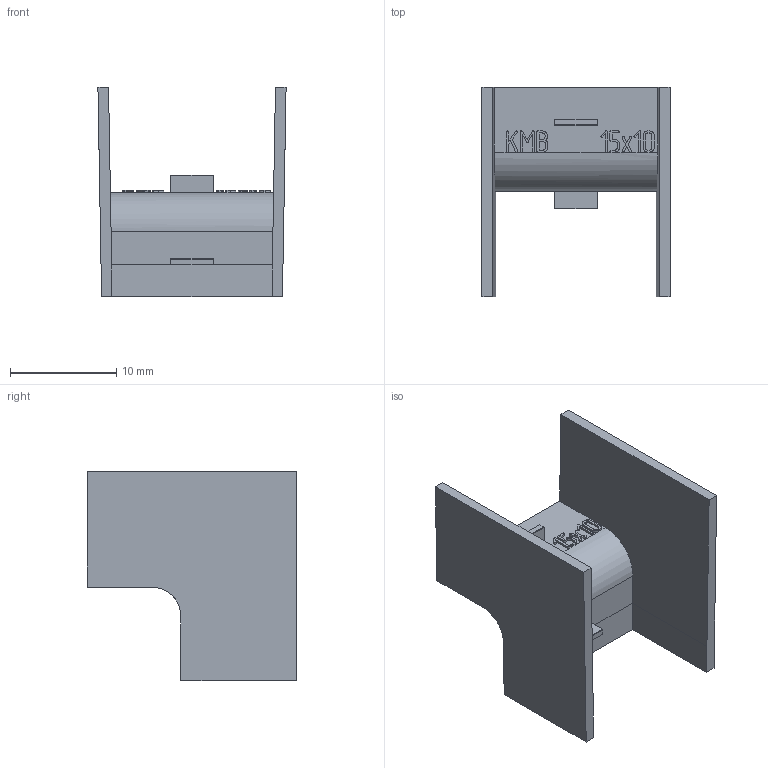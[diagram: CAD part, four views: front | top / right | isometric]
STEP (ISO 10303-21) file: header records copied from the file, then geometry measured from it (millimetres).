
FILE_DESCRIPTION (( 'STEP AP214' ), '1' );
FILE_NAME ('ÊÌÂ 15õ10 (3 î÷åðåäü)_èçì.1.STEP', '2016-06-20T08:35:20', ( '' ), ( '' ), 'SwSTEP 2.0', 'SolidWorks 2014', '' );
FILE_SCHEMA (( 'AUTOMOTIVE_DESIGN' ));
Length unit declared in the file: millimetre
Products named in the file (1): ÊÌÂ 15õ10 (3 î÷åðåäü)_èçì.1
Bounding box: 17.69 x 19.7 x 19.7 mm (x, y, z)
Volume: 892.2 mm3; surface area: 1979.2 mm2
Topology: 1 solids, 1 shells, 250 faces, 705 edges, 466 vertices
Faces by surface type: plane 157, bspline 85, cylinder 8
Entity records: 10308 total; most frequent: CARTESIAN_POINT 4428, ORIENTED_EDGE 1410, DIRECTION 859, EDGE_CURVE 705, VECTOR 509, LINE 509, VERTEX_POINT 466, EDGE_LOOP 259
